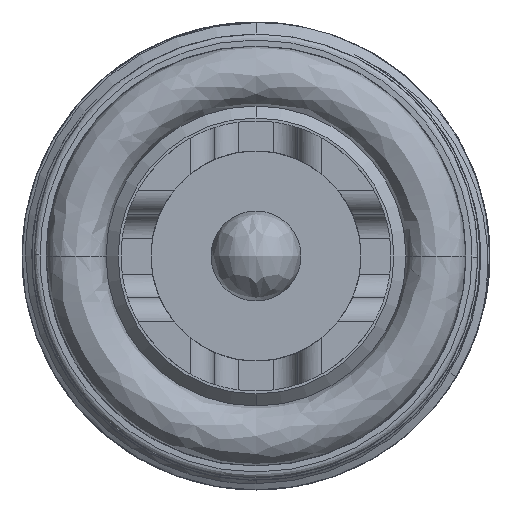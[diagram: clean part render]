
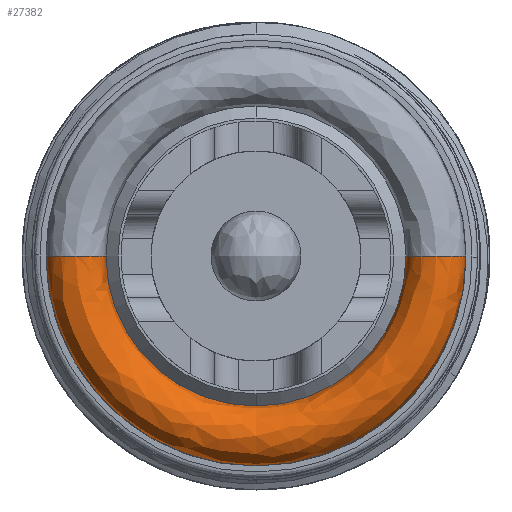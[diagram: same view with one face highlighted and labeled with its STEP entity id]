
A CAD part, front view. The second image highlights one B-rep face of the part: STEP entity #27382.
In plain terms, the highlighted free-form (B-spline) face has degree [3, 3] with [4, 4] control points.
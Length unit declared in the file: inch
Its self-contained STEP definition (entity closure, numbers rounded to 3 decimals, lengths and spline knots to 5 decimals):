
#21 = CARTESIAN_POINT ( 'NONE',  ( -0.49213, 0., 0. ) ) ;
#226 = CARTESIAN_POINT ( 'NONE',  ( 0.49213, 0.98425, 0. ) ) ;
#1277 = AXIS2_PLACEMENT_3D ( 'NONE', #38344, #2259, #17009 ) ;
#2139 = CIRCLE ( 'NONE', #32847, 0.09843 ) ;
#2259 = DIRECTION ( 'NONE',  ( 0., 0., 1. ) ) ;
#3719 = CIRCLE ( 'NONE', #18804, 0.68898 ) ;
#6487 = FACE_OUTER_BOUND ( 'NONE', #19309, .T. ) ;
#6610 = CIRCLE ( 'NONE', #20442, 0.09843 ) ;
#6681 = DIRECTION ( 'NONE',  ( 0., -1., 0. ) ) ;
#9075 = CARTESIAN_POINT ( 'NONE',  ( 0.68898, 0., 0. ) ) ;
#9266 = CARTESIAN_POINT ( 'NONE',  ( 0.49213, 0.98425, -0.19685 ) ) ;
#9268 =( BOUNDED_SURFACE ( )  B_SPLINE_SURFACE ( 3, 3, ( 
 ( #9075, #36324, #17948, #20661 ),
 ( #38692, #11834, #26550, #17744 ),
 ( #35551, #9266, #12421, #26935 ),
 ( #27332, #226, #30247, #21 ) ),
 .UNSPECIFIED., .F., .F., .F. ) 
 B_SPLINE_SURFACE_WITH_KNOTS ( ( 4, 4 ),
 ( 4, 4 ),
 ( 0., 1. ),
 ( 0., 1. ),
 .UNSPECIFIED. ) 
 GEOMETRIC_REPRESENTATION_ITEM ( )  RATIONAL_B_SPLINE_SURFACE ( (
 ( 1., 0.333, 0.333, 1.),
 ( 0.333, 0.111, 0.111, 0.333),
 ( 0.333, 0.111, 0.111, 0.333),
 ( 1., 0.333, 0.333, 1.) ) ) 
 REPRESENTATION_ITEM ( '' )  SURFACE ( )  );
#10417 = CARTESIAN_POINT ( 'NONE',  ( 0.68898, 0., 0. ) ) ;
#10639 = CARTESIAN_POINT ( 'NONE',  ( 0.49213, 0., 0. ) ) ;
#11834 = CARTESIAN_POINT ( 'NONE',  ( 0.68898, 1.37795, -0.19685 ) ) ;
#12421 = CARTESIAN_POINT ( 'NONE',  ( -0.49213, 0.98425, -0.19685 ) ) ;
#12510 = CARTESIAN_POINT ( 'NONE',  ( -0.49213, 0., 0. ) ) ;
#15560 = VERTEX_POINT ( 'NONE', #10417 ) ;
#15588 = EDGE_CURVE ( 'NONE', #15560, #35745, #6610, .T. ) ;
#17009 = DIRECTION ( 'NONE',  ( -1., 0., 0. ) ) ;
#17323 = DIRECTION ( 'NONE',  ( -1., 0., 0. ) ) ;
#17744 = CARTESIAN_POINT ( 'NONE',  ( -0.68898, 0., -0.19685 ) ) ;
#17948 = CARTESIAN_POINT ( 'NONE',  ( -0.68898, 1.37795, 0. ) ) ;
#18001 = VERTEX_POINT ( 'NONE', #12510 ) ;
#18804 = AXIS2_PLACEMENT_3D ( 'NONE', #22813, #19668, #17323 ) ;
#19309 = EDGE_LOOP ( 'NONE', ( #23895, #36637, #22152, #27580 ) ) ;
#19668 = DIRECTION ( 'NONE',  ( 0., 0., 1. ) ) ;
#20442 = AXIS2_PLACEMENT_3D ( 'NONE', #33964, #36705, #37461 ) ;
#20661 = CARTESIAN_POINT ( 'NONE',  ( -0.68898, 0., 0. ) ) ;
#22152 = ORIENTED_EDGE ( 'NONE', *, *, #37678, .T. ) ;
#22813 = CARTESIAN_POINT ( 'NONE',  ( 0., 0., 0. ) ) ;
#23895 = ORIENTED_EDGE ( 'NONE', *, *, #24027, .F. ) ;
#24027 = EDGE_CURVE ( 'NONE', #15560, #26063, #3719, .T. ) ;
#24584 = DIRECTION ( 'NONE',  ( -1., 0., 0. ) ) ;
#26063 = VERTEX_POINT ( 'NONE', #30245 ) ;
#26550 = CARTESIAN_POINT ( 'NONE',  ( -0.68898, 1.37795, -0.19685 ) ) ;
#26935 = CARTESIAN_POINT ( 'NONE',  ( -0.49213, 0., -0.19685 ) ) ;
#27332 = CARTESIAN_POINT ( 'NONE',  ( 0.49213, 0., 0. ) ) ;
#27382 = ADVANCED_FACE ( 'NONE', ( #6487 ), #9268, .T. ) ;
#27480 = EDGE_CURVE ( 'NONE', #26063, #18001, #2139, .T. ) ;
#27580 = ORIENTED_EDGE ( 'NONE', *, *, #27480, .F. ) ;
#30245 = CARTESIAN_POINT ( 'NONE',  ( -0.68898, 0., 0. ) ) ;
#30247 = CARTESIAN_POINT ( 'NONE',  ( -0.49213, 0.98425, 0. ) ) ;
#31012 = CARTESIAN_POINT ( 'NONE',  ( -0.59055, 0., 0. ) ) ;
#32847 = AXIS2_PLACEMENT_3D ( 'NONE', #31012, #6681, #24584 ) ;
#33964 = CARTESIAN_POINT ( 'NONE',  ( 0.59055, 0., 0. ) ) ;
#35114 = CIRCLE ( 'NONE', #1277, 0.49213 ) ;
#35551 = CARTESIAN_POINT ( 'NONE',  ( 0.49213, 0., -0.19685 ) ) ;
#35745 = VERTEX_POINT ( 'NONE', #10639 ) ;
#36324 = CARTESIAN_POINT ( 'NONE',  ( 0.68898, 1.37795, 0. ) ) ;
#36637 = ORIENTED_EDGE ( 'NONE', *, *, #15588, .T. ) ;
#36705 = DIRECTION ( 'NONE',  ( 0., 1., 0. ) ) ;
#37461 = DIRECTION ( 'NONE',  ( 1., 0., 0. ) ) ;
#37678 = EDGE_CURVE ( 'NONE', #35745, #18001, #35114, .T. ) ;
#38344 = CARTESIAN_POINT ( 'NONE',  ( 0., 0., 0. ) ) ;
#38692 = CARTESIAN_POINT ( 'NONE',  ( 0.68898, 0., -0.19685 ) ) ;
